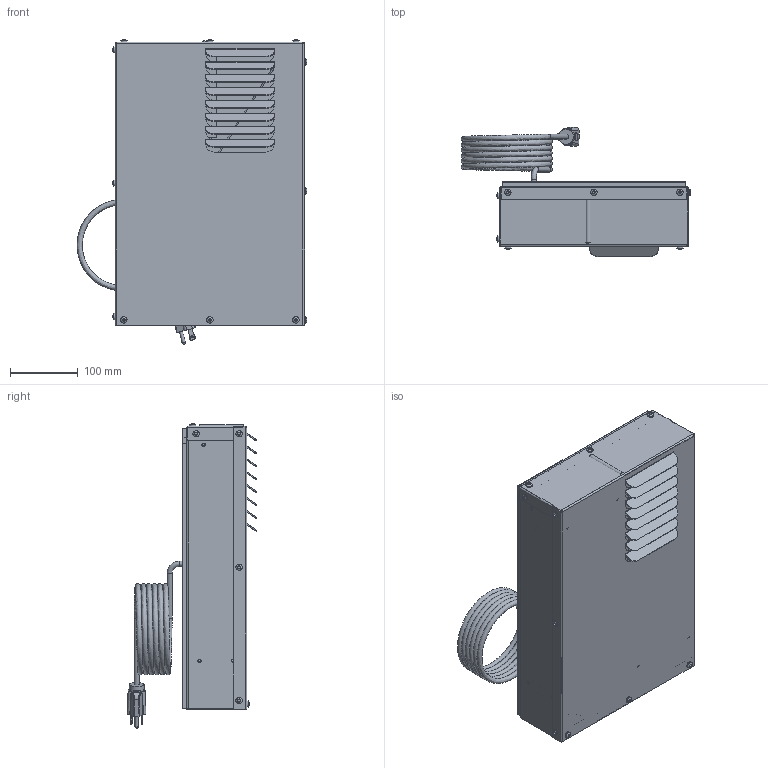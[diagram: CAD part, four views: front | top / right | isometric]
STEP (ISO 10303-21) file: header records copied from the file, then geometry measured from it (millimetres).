
FILE_DESCRIPTION (( 'STEP AP214' ), '1' );
FILE_NAME ('TE20-015-24D-4X.STEP', '2018-08-17T15:20:23', ( '' ), ( '' ), 'SwSTEP 2.0', 'SolidWorks 2017', '' );
FILE_SCHEMA (( 'AUTOMOTIVE_DESIGN' ));
Length unit declared in the file: inch
Products named in the file (1): TE20-015-24D-4X
Bounding box: 339.15 x 191.09 x 449.49 mm (x, y, z)
Volume: 2307824 mm3; surface area: 1544085.1 mm2
Topology: 66 solids, 74 shells, 2808 faces, 7493 edges, 4905 vertices
Faces by surface type: plane 1639, cylinder 897, torus 133, bspline 71, cone 46, sphere 22
Full cylindrical faces by diameter (mm): 0.762 x2, 1.27 x4, 2.083 x2, 2.311 x2, 2.647 x2, 2.769 x6, 3.048 x4, 3.175 x1, 3.277 x8, 3.505 x8, 4.039 x4, 4.137 x8, 4.166 x8, 4.318 x13, 4.496 x2, 4.508 x12, 4.509 x4, 4.75 x8, 4.826 x1, 4.902 x22, 5.08 x1, 5.105 x6, 5.156 x11, 5.41 x4, 5.563 x20, 6.35 x1, 7.366 x2, 7.62 x3, 7.874 x8, 7.925 x3
Entity records: 136385 total; most frequent: CARTESIAN_POINT 31185, ORIENTED_EDGE 13820, DIRECTION 13523, EDGE_CURVE 6910, VERTEX_POINT 4713, AXIS2_PLACEMENT_3D 4626, VECTOR 4271, LINE 4271
